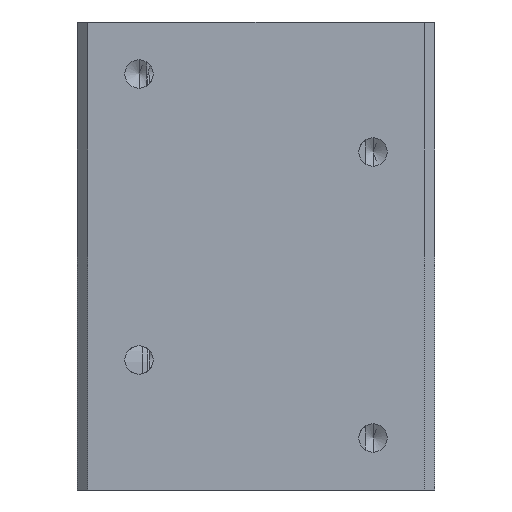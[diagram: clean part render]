
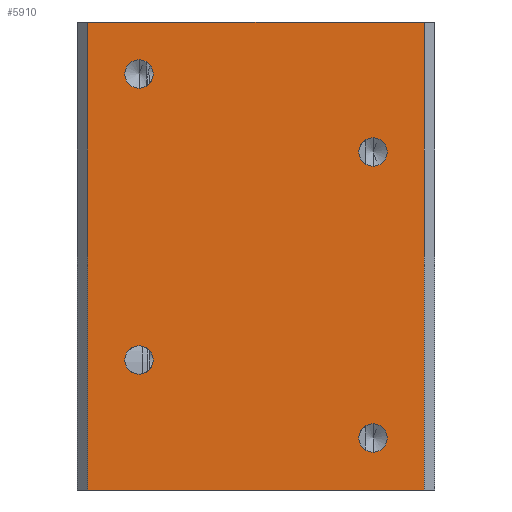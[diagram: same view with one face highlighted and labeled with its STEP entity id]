
A CAD part, left-side view. The second image highlights one B-rep face of the part: STEP entity #5910.
In plain terms, the highlighted planar face has unit normal (-1, 0, 0).
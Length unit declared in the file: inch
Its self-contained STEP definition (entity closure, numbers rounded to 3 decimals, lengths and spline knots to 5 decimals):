
#73 = FACE_OUTER_BOUND ( 'NONE', #3301, .T. ) ;
#105 = FACE_BOUND ( 'NONE', #1179, .T. ) ;
#216 = DIRECTION ( 'NONE',  ( 0., 0., 1. ) ) ;
#271 = CARTESIAN_POINT ( 'NONE',  ( -0.86, 0.5625, -0.5 ) ) ;
#366 = VERTEX_POINT ( 'NONE', #2388 ) ;
#412 = ORIENTED_EDGE ( 'NONE', *, *, #6123, .F. ) ;
#415 = DIRECTION ( 'NONE',  ( 0., 0., 1. ) ) ;
#416 = AXIS2_PLACEMENT_3D ( 'NONE', #3660, #5655, #4138 ) ;
#495 = DIRECTION ( 'NONE',  ( 0., 0., 1. ) ) ;
#566 = VERTEX_POINT ( 'NONE', #5268 ) ;
#589 = DIRECTION ( 'NONE',  ( 0., 0., -1. ) ) ;
#686 = ORIENTED_EDGE ( 'NONE', *, *, #4778, .F. ) ;
#709 = CARTESIAN_POINT ( 'NONE',  ( -0.86, 0.81, 1.125 ) ) ;
#710 = ORIENTED_EDGE ( 'NONE', *, *, #3131, .F. ) ;
#723 = VERTEX_POINT ( 'NONE', #6024 ) ;
#792 = LINE ( 'NONE', #1402, #2282 ) ;
#946 = DIRECTION ( 'NONE',  ( 0., -1., 0. ) ) ;
#952 = VERTEX_POINT ( 'NONE', #5887 ) ;
#1028 = VERTEX_POINT ( 'NONE', #709 ) ;
#1047 = DIRECTION ( 'NONE',  ( -1., 0., 0. ) ) ;
#1095 = VERTEX_POINT ( 'NONE', #6438 ) ;
#1102 = CIRCLE ( 'NONE', #2979, 0.068 ) ;
#1106 = ORIENTED_EDGE ( 'NONE', *, *, #3224, .T. ) ;
#1179 = EDGE_LOOP ( 'NONE', ( #1808, #710 ) ) ;
#1266 = VERTEX_POINT ( 'NONE', #4640 ) ;
#1321 = CIRCLE ( 'NONE', #2749, 0.068 ) ;
#1402 = CARTESIAN_POINT ( 'NONE',  ( -0.86, -0.81, 1.125 ) ) ;
#1428 = CARTESIAN_POINT ( 'NONE',  ( -0.86, -0.81, 1.125 ) ) ;
#1440 = DIRECTION ( 'NONE',  ( -1., 0., 0. ) ) ;
#1479 = ORIENTED_EDGE ( 'NONE', *, *, #6152, .F. ) ;
#1503 = EDGE_LOOP ( 'NONE', ( #5579, #2112 ) ) ;
#1697 = EDGE_CURVE ( 'NONE', #952, #723, #6697, .T. ) ;
#1749 = CARTESIAN_POINT ( 'NONE',  ( -0.86, 0.5625, 0.875 ) ) ;
#1808 = ORIENTED_EDGE ( 'NONE', *, *, #2750, .F. ) ;
#1827 = DIRECTION ( 'NONE',  ( 0., -1., 0. ) ) ;
#1876 = EDGE_CURVE ( 'NONE', #1028, #1095, #4766, .T. ) ;
#1894 = DIRECTION ( 'NONE',  ( 0., 0., 1. ) ) ;
#2020 = DIRECTION ( 'NONE',  ( -1., 0., 0. ) ) ;
#2112 = ORIENTED_EDGE ( 'NONE', *, *, #1697, .F. ) ;
#2228 = VECTOR ( 'NONE', #946, 39.37008 ) ;
#2282 = VECTOR ( 'NONE', #2893, 39.37008 ) ;
#2332 = DIRECTION ( 'NONE',  ( -1., 0., 0. ) ) ;
#2352 = LINE ( 'NONE', #4448, #4307 ) ;
#2388 = CARTESIAN_POINT ( 'NONE',  ( -0.86, 0.5625, -0.568 ) ) ;
#2510 = VECTOR ( 'NONE', #589, 39.37008 ) ;
#2634 = LINE ( 'NONE', #3743, #2228 ) ;
#2658 = CARTESIAN_POINT ( 'NONE',  ( -0.86, -0.86, 1.125 ) ) ;
#2679 = DIRECTION ( 'NONE',  ( 0., 0., 1. ) ) ;
#2692 = CARTESIAN_POINT ( 'NONE',  ( -0.86, -0.5625, -0.943 ) ) ;
#2725 = DIRECTION ( 'NONE',  ( 0., 0., -1. ) ) ;
#2749 = AXIS2_PLACEMENT_3D ( 'NONE', #3422, #2332, #216 ) ;
#2750 = EDGE_CURVE ( 'NONE', #566, #366, #1321, .T. ) ;
#2754 = DIRECTION ( 'NONE',  ( 0., 0., 1. ) ) ;
#2893 = DIRECTION ( 'NONE',  ( 0., 0., 1. ) ) ;
#2906 = ORIENTED_EDGE ( 'NONE', *, *, #1876, .T. ) ;
#2979 = AXIS2_PLACEMENT_3D ( 'NONE', #3240, #3272, #2754 ) ;
#3131 = EDGE_CURVE ( 'NONE', #366, #566, #4694, .T. ) ;
#3199 = AXIS2_PLACEMENT_3D ( 'NONE', #3559, #2020, #415 ) ;
#3224 = EDGE_CURVE ( 'NONE', #6669, #3614, #792, .T. ) ;
#3240 = CARTESIAN_POINT ( 'NONE',  ( -0.86, -0.5625, -0.875 ) ) ;
#3245 = DIRECTION ( 'NONE',  ( 1., 0., 0. ) ) ;
#3272 = DIRECTION ( 'NONE',  ( -1., 0., 0. ) ) ;
#3301 = EDGE_LOOP ( 'NONE', ( #4799, #2906, #6385, #1106 ) ) ;
#3422 = CARTESIAN_POINT ( 'NONE',  ( -0.86, 0.5625, -0.5 ) ) ;
#3559 = CARTESIAN_POINT ( 'NONE',  ( -0.86, -0.5625, 0.5 ) ) ;
#3614 = VERTEX_POINT ( 'NONE', #1428 ) ;
#3660 = CARTESIAN_POINT ( 'NONE',  ( -0.86, 0.5625, 0.875 ) ) ;
#3743 = CARTESIAN_POINT ( 'NONE',  ( -0.86, -0.86, 1.125 ) ) ;
#3848 = DIRECTION ( 'NONE',  ( -1., 0., 0. ) ) ;
#4138 = DIRECTION ( 'NONE',  ( 0., 0., 1. ) ) ;
#4187 = AXIS2_PLACEMENT_3D ( 'NONE', #2658, #3245, #2725 ) ;
#4213 = FACE_BOUND ( 'NONE', #1503, .T. ) ;
#4306 = AXIS2_PLACEMENT_3D ( 'NONE', #6291, #5771, #495 ) ;
#4307 = VECTOR ( 'NONE', #1827, 39.37008 ) ;
#4317 = EDGE_CURVE ( 'NONE', #5645, #5899, #1102, .T. ) ;
#4409 = EDGE_CURVE ( 'NONE', #1095, #6669, #2352, .T. ) ;
#4448 = CARTESIAN_POINT ( 'NONE',  ( -0.86, -0.86, -1.125 ) ) ;
#4573 = ORIENTED_EDGE ( 'NONE', *, *, #4317, .F. ) ;
#4631 = AXIS2_PLACEMENT_3D ( 'NONE', #1749, #3848, #2679 ) ;
#4640 = CARTESIAN_POINT ( 'NONE',  ( -0.86, -0.5625, 0.568 ) ) ;
#4678 = EDGE_CURVE ( 'NONE', #723, #952, #5517, .T. ) ;
#4694 = CIRCLE ( 'NONE', #5565, 0.068 ) ;
#4707 = CARTESIAN_POINT ( 'NONE',  ( -0.86, -0.5625, -0.875 ) ) ;
#4766 = LINE ( 'NONE', #5311, #2510 ) ;
#4778 = EDGE_CURVE ( 'NONE', #5438, #1266, #6170, .T. ) ;
#4799 = ORIENTED_EDGE ( 'NONE', *, *, #6159, .F. ) ;
#5159 = CARTESIAN_POINT ( 'NONE',  ( -0.86, -0.5625, -0.807 ) ) ;
#5163 = EDGE_LOOP ( 'NONE', ( #412, #686 ) ) ;
#5268 = CARTESIAN_POINT ( 'NONE',  ( -0.86, 0.5625, -0.432 ) ) ;
#5311 = CARTESIAN_POINT ( 'NONE',  ( -0.86, 0.81, 1.125 ) ) ;
#5438 = VERTEX_POINT ( 'NONE', #6683 ) ;
#5517 = CIRCLE ( 'NONE', #4631, 0.068 ) ;
#5565 = AXIS2_PLACEMENT_3D ( 'NONE', #271, #1440, #1894 ) ;
#5579 = ORIENTED_EDGE ( 'NONE', *, *, #4678, .F. ) ;
#5645 = VERTEX_POINT ( 'NONE', #5159 ) ;
#5655 = DIRECTION ( 'NONE',  ( -1., 0., 0. ) ) ;
#5771 = DIRECTION ( 'NONE',  ( -1., 0., 0. ) ) ;
#5823 = PLANE ( 'NONE',  #4187 ) ;
#5887 = CARTESIAN_POINT ( 'NONE',  ( -0.86, 0.5625, 0.807 ) ) ;
#5899 = VERTEX_POINT ( 'NONE', #2692 ) ;
#5910 = ADVANCED_FACE ( 'NONE', ( #6418, #4213, #105, #6309, #73 ), #5823, .F. ) ;
#6024 = CARTESIAN_POINT ( 'NONE',  ( -0.86, 0.5625, 0.943 ) ) ;
#6123 = EDGE_CURVE ( 'NONE', #1266, #5438, #6393, .T. ) ;
#6152 = EDGE_CURVE ( 'NONE', #5899, #5645, #6280, .T. ) ;
#6159 = EDGE_CURVE ( 'NONE', #1028, #3614, #2634, .T. ) ;
#6170 = CIRCLE ( 'NONE', #3199, 0.068 ) ;
#6179 = AXIS2_PLACEMENT_3D ( 'NONE', #4707, #1047, #6803 ) ;
#6280 = CIRCLE ( 'NONE', #6179, 0.068 ) ;
#6291 = CARTESIAN_POINT ( 'NONE',  ( -0.86, -0.5625, 0.5 ) ) ;
#6309 = FACE_BOUND ( 'NONE', #6439, .T. ) ;
#6385 = ORIENTED_EDGE ( 'NONE', *, *, #4409, .T. ) ;
#6393 = CIRCLE ( 'NONE', #4306, 0.068 ) ;
#6418 = FACE_BOUND ( 'NONE', #5163, .T. ) ;
#6438 = CARTESIAN_POINT ( 'NONE',  ( -0.86, 0.81, -1.125 ) ) ;
#6439 = EDGE_LOOP ( 'NONE', ( #4573, #1479 ) ) ;
#6456 = CARTESIAN_POINT ( 'NONE',  ( -0.86, -0.81, -1.125 ) ) ;
#6669 = VERTEX_POINT ( 'NONE', #6456 ) ;
#6683 = CARTESIAN_POINT ( 'NONE',  ( -0.86, -0.5625, 0.432 ) ) ;
#6697 = CIRCLE ( 'NONE', #416, 0.068 ) ;
#6803 = DIRECTION ( 'NONE',  ( 0., 0., 1. ) ) ;
